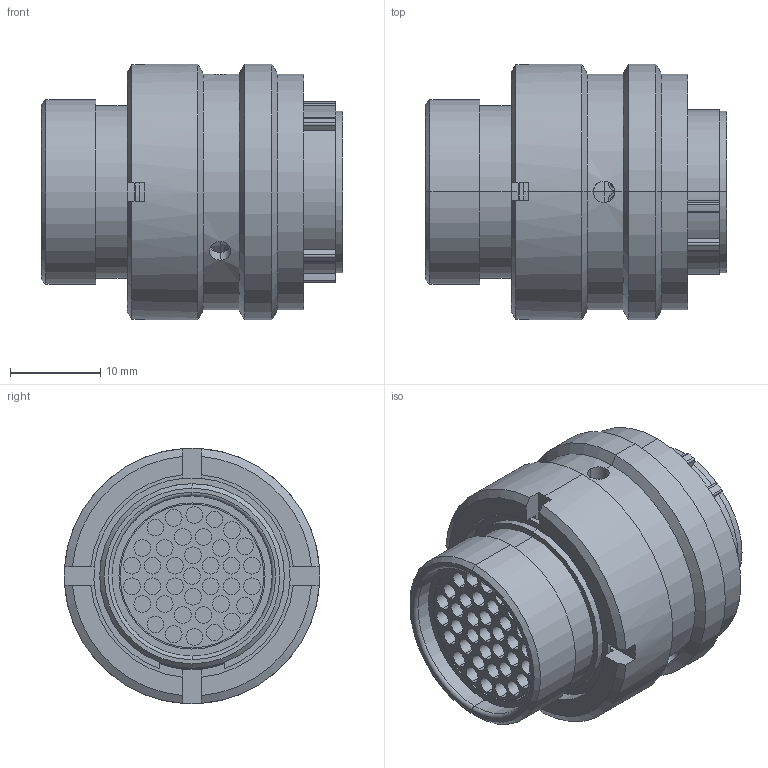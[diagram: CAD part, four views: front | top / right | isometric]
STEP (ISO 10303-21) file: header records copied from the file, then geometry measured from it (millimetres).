
FILE_DESCRIPTION (( 'STEP AP214' ), '1' );
FILE_NAME ('AS614-35PB.STEP', '2020-06-08T07:27:52', ( 'TE Connectivity' ), ( 'TE Connectivity' ), 'SwSTEP 2.0', 'SolidWorks 2016', '' );
FILE_SCHEMA (( 'AUTOMOTIVE_DESIGN' ));
Length unit declared in the file: millimetre
Products named in the file (1): AS614-35PB
Bounding box: 33.37 x 28.3 x 28.3 mm (x, y, z)
Volume: 10314.4 mm3; surface area: 12913.1 mm2
Topology: 82 solids, 82 shells, 1764 faces, 4112 edges, 2634 vertices
Faces by surface type: cylinder 658, plane 549, torus 382, cone 166, bspline 9
Entity records: 77511 total; most frequent: CARTESIAN_POINT 16304, DIRECTION 8975, ORIENTED_EDGE 8220, EDGE_CURVE 4110, AXIS2_PLACEMENT_3D 3980, VERTEX_POINT 2634, CIRCLE 2224, EDGE_LOOP 2126
